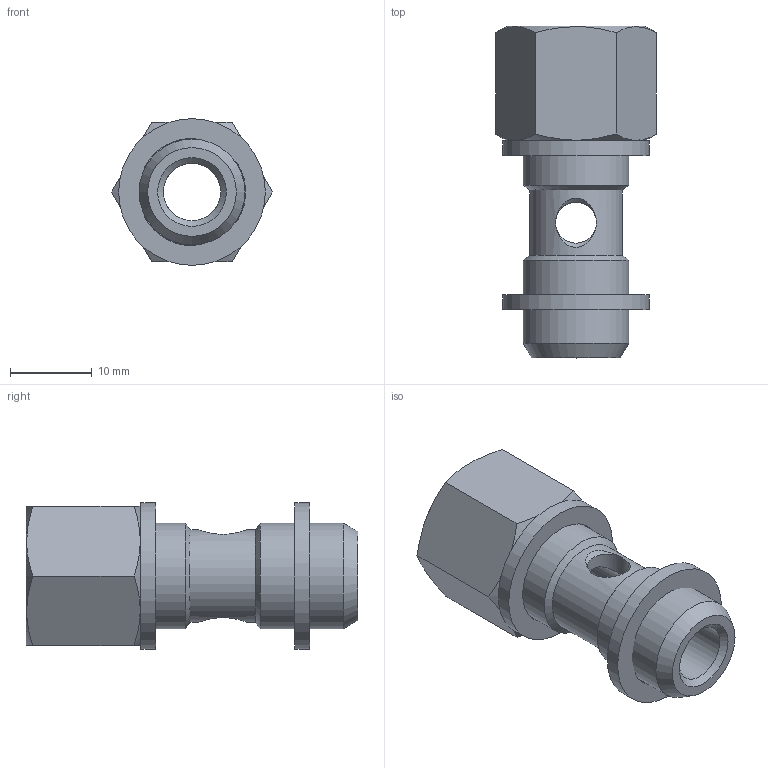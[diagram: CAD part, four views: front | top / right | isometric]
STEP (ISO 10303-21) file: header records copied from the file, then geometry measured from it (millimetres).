
FILE_DESCRIPTION(/* description */ ('STEP AP214'),/* implementation_level */ '2;1');
FILE_NAME(/* name */ 'A0230002',/* time_stamp */ '2023-04-13T14:24:47+02:00',/* author */ ('License CC BY-ND 4.0'),/* organization */ ('CADENAS'),/* preprocessor_version */ 'ST-DEVELOPER v19.3',/* originating_system */ 'PARTsolutions',/* authorisation */ ' ');
FILE_SCHEMA (('AUTOMOTIVE_DESIGN {1 0 10303 214 3 1 1}'));
Length unit declared in the file: millimetre
Products named in the file (4): A0230002; A0230002_PART3; A0230002_PART2; A0230002_PART1
Assembly tree (3 placements, depth 2):
  A0230002
    A0230002_PART3
    A0230002_PART2
    A0230002_PART1
Bounding box: 19.63 x 40.5 x 17.9 mm (x, y, z)
Volume: 4572.5 mm3; surface area: 4086.5 mm2
Topology: 3 solids, 3 shells, 42 faces, 102 edges, 65 vertices
Faces by surface type: plane 19, cone 12, cylinder 11
Full cylindrical faces by diameter (mm): 5 x2, 7 x1, 11.3 x1, 11.6 x1, 12.9 x2, 13.1 x2, 17.9 x2
Entity records: 1452 total; most frequent: CARTESIAN_POINT 318, DIRECTION 174, ORIENTED_EDGE 144, AXIS2_PLACEMENT_3D 78, EDGE_CURVE 72, EDGE_LOOP 72, FACE_BOUND 72, VERTEX_POINT 56
